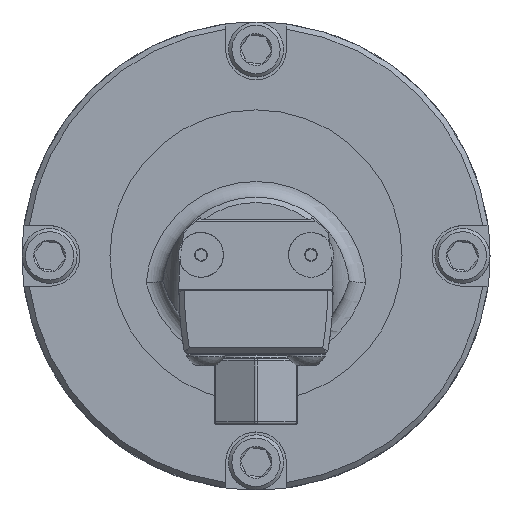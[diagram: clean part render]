
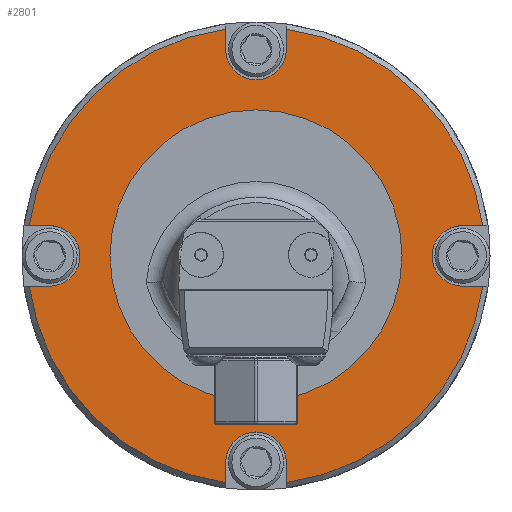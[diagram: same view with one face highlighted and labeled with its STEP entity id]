
A CAD part, top view. The second image highlights one B-rep face of the part: STEP entity #2801.
In plain terms, the highlighted planar face has unit normal (0, 0, 1).
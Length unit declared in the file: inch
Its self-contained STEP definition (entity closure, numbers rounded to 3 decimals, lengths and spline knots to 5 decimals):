
#102 = VERTEX_POINT ( 'NONE', #5918 ) ;
#123 = AXIS2_PLACEMENT_3D ( 'NONE', #4016, #4175, #747 ) ;
#127 = VECTOR ( 'NONE', #7073, 39.37008 ) ;
#138 = DIRECTION ( 'NONE',  ( 0., 0., 1. ) ) ;
#177 = EDGE_CURVE ( 'NONE', #1269, #102, #3146, .T. ) ;
#189 = CARTESIAN_POINT ( 'NONE',  ( 1.28605, -0.172, 0.375 ) ) ;
#208 = CARTESIAN_POINT ( 'NONE',  ( -0.172, 1.171, 0.375 ) ) ;
#228 = AXIS2_PLACEMENT_3D ( 'NONE', #3752, #305, #4322 ) ;
#266 = VERTEX_POINT ( 'NONE', #2172 ) ;
#305 = DIRECTION ( 'NONE',  ( 0., 0., 1. ) ) ;
#314 = DIRECTION ( 'NONE',  ( 0., 0., 1. ) ) ;
#322 = ORIENTED_EDGE ( 'NONE', *, *, #795, .F. ) ;
#506 = CARTESIAN_POINT ( 'NONE',  ( 0., 0., 0.375 ) ) ;
#606 = CARTESIAN_POINT ( 'NONE',  ( 0., 1.171, 0.375 ) ) ;
#617 = EDGE_CURVE ( 'NONE', #7109, #1622, #1962, .T. ) ;
#679 = LINE ( 'NONE', #2135, #5103 ) ;
#689 = CIRCLE ( 'NONE', #3426, 0.172 ) ;
#747 = DIRECTION ( 'NONE',  ( 1., 0., 0. ) ) ;
#795 = EDGE_CURVE ( 'NONE', #5802, #1981, #689, .T. ) ;
#817 = LINE ( 'NONE', #7385, #3880 ) ;
#882 = CARTESIAN_POINT ( 'NONE',  ( 1.171, 0.172, 0.375 ) ) ;
#913 = CARTESIAN_POINT ( 'NONE',  ( -0.172, 1.28605, 0.375 ) ) ;
#1043 = ORIENTED_EDGE ( 'NONE', *, *, #177, .T. ) ;
#1044 = LINE ( 'NONE', #6164, #5459 ) ;
#1095 = DIRECTION ( 'NONE',  ( -1., 0., 0. ) ) ;
#1191 = DIRECTION ( 'NONE',  ( 1., 0., 0. ) ) ;
#1236 = LINE ( 'NONE', #6610, #7028 ) ;
#1269 = VERTEX_POINT ( 'NONE', #913 ) ;
#1358 = EDGE_CURVE ( 'NONE', #2268, #1723, #679, .T. ) ;
#1452 = EDGE_CURVE ( 'NONE', #3556, #1458, #4726, .T. ) ;
#1458 = VERTEX_POINT ( 'NONE', #3357 ) ;
#1495 = ORIENTED_EDGE ( 'NONE', *, *, #1778, .F. ) ;
#1520 = CARTESIAN_POINT ( 'NONE',  ( 0., 1.2975, 0.375 ) ) ;
#1536 = ORIENTED_EDGE ( 'NONE', *, *, #1452, .F. ) ;
#1612 = CARTESIAN_POINT ( 'NONE',  ( 0.172, -1.28605, 0.375 ) ) ;
#1622 = VERTEX_POINT ( 'NONE', #189 ) ;
#1723 = VERTEX_POINT ( 'NONE', #2320 ) ;
#1727 = VECTOR ( 'NONE', #4912, 39.37008 ) ;
#1778 = EDGE_CURVE ( 'NONE', #1269, #5794, #1872, .T. ) ;
#1803 = AXIS2_PLACEMENT_3D ( 'NONE', #606, #4621, #1191 ) ;
#1872 = LINE ( 'NONE', #6487, #127 ) ;
#1885 = AXIS2_PLACEMENT_3D ( 'NONE', #5623, #2147, #6206 ) ;
#1900 = LINE ( 'NONE', #882, #1727 ) ;
#1914 = ORIENTED_EDGE ( 'NONE', *, *, #3944, .T. ) ;
#1930 = AXIS2_PLACEMENT_3D ( 'NONE', #3761, #314, #4333 ) ;
#1962 = CIRCLE ( 'NONE', #1885, 1.2975 ) ;
#1981 = VERTEX_POINT ( 'NONE', #2817 ) ;
#2012 = VECTOR ( 'NONE', #3853, 39.37008 ) ;
#2051 = CARTESIAN_POINT ( 'NONE',  ( -0.172, -1.171, 0.375 ) ) ;
#2135 = CARTESIAN_POINT ( 'NONE',  ( 0.172, 1.171, 0.375 ) ) ;
#2147 = DIRECTION ( 'NONE',  ( 0., 0., 1. ) ) ;
#2172 = CARTESIAN_POINT ( 'NONE',  ( -0.172, -1.28605, 0.375 ) ) ;
#2268 = VERTEX_POINT ( 'NONE', #4232 ) ;
#2320 = CARTESIAN_POINT ( 'NONE',  ( 0.172, 1.28605, 0.375 ) ) ;
#2345 = CIRCLE ( 'NONE', #1803, 0.172 ) ;
#2389 = ORIENTED_EDGE ( 'NONE', *, *, #4157, .F. ) ;
#2445 = ORIENTED_EDGE ( 'NONE', *, *, #5890, .F. ) ;
#2484 = ORIENTED_EDGE ( 'NONE', *, *, #3145, .T. ) ;
#2507 = ORIENTED_EDGE ( 'NONE', *, *, #7348, .F. ) ;
#2602 = AXIS2_PLACEMENT_3D ( 'NONE', #2677, #6734, #3247 ) ;
#2677 = CARTESIAN_POINT ( 'NONE',  ( 1.171, 0., 0.375 ) ) ;
#2702 = ORIENTED_EDGE ( 'NONE', *, *, #2859, .F. ) ;
#2801 = ADVANCED_FACE ( 'NONE', ( #7344, #4223 ), #6154, .F. ) ;
#2817 = CARTESIAN_POINT ( 'NONE',  ( -1.171, 0.172, 0.375 ) ) ;
#2859 = EDGE_CURVE ( 'NONE', #7109, #3261, #817, .T. ) ;
#2878 = VERTEX_POINT ( 'NONE', #5084 ) ;
#2973 = CARTESIAN_POINT ( 'NONE',  ( 0., 0., 0.375 ) ) ;
#3097 = CARTESIAN_POINT ( 'NONE',  ( -1.171, -0.172, 0.375 ) ) ;
#3145 = EDGE_CURVE ( 'NONE', #5026, #266, #5509, .T. ) ;
#3146 = CIRCLE ( 'NONE', #6198, 1.2975 ) ;
#3247 = DIRECTION ( 'NONE',  ( 1., 0., 0. ) ) ;
#3261 = VERTEX_POINT ( 'NONE', #3726 ) ;
#3304 = EDGE_CURVE ( 'NONE', #2878, #3556, #1900, .T. ) ;
#3312 = DIRECTION ( 'NONE',  ( 0., 1., 0. ) ) ;
#3357 = CARTESIAN_POINT ( 'NONE',  ( 1.171, -0.172, 0.375 ) ) ;
#3426 = AXIS2_PLACEMENT_3D ( 'NONE', #3614, #138, #4171 ) ;
#3435 = ORIENTED_EDGE ( 'NONE', *, *, #3638, .F. ) ;
#3547 = DIRECTION ( 'NONE',  ( 1., 0., 0. ) ) ;
#3556 = VERTEX_POINT ( 'NONE', #3843 ) ;
#3614 = CARTESIAN_POINT ( 'NONE',  ( -1.171, 0., 0.375 ) ) ;
#3638 = EDGE_CURVE ( 'NONE', #5225, #5225, #4906, .T. ) ;
#3726 = CARTESIAN_POINT ( 'NONE',  ( 0.172, -1.171, 0.375 ) ) ;
#3727 = CIRCLE ( 'NONE', #1930, 0.172 ) ;
#3752 = CARTESIAN_POINT ( 'NONE',  ( 0., 0., 0.375 ) ) ;
#3761 = CARTESIAN_POINT ( 'NONE',  ( 0., -1.171, 0.375 ) ) ;
#3843 = CARTESIAN_POINT ( 'NONE',  ( 1.171, 0.172, 0.375 ) ) ;
#3853 = DIRECTION ( 'NONE',  ( 1., 0., 0. ) ) ;
#3877 = ORIENTED_EDGE ( 'NONE', *, *, #3304, .F. ) ;
#3880 = VECTOR ( 'NONE', #3312, 39.37008 ) ;
#3944 = EDGE_CURVE ( 'NONE', #2878, #1723, #6205, .T. ) ;
#4016 = CARTESIAN_POINT ( 'NONE',  ( 0., 0., 0.375 ) ) ;
#4157 = EDGE_CURVE ( 'NONE', #5026, #5802, #5294, .T. ) ;
#4171 = DIRECTION ( 'NONE',  ( 1., 0., 0. ) ) ;
#4175 = DIRECTION ( 'NONE',  ( 0., 0., 1. ) ) ;
#4219 = ORIENTED_EDGE ( 'NONE', *, *, #7246, .F. ) ;
#4223 = FACE_OUTER_BOUND ( 'NONE', #6037, .T. ) ;
#4232 = CARTESIAN_POINT ( 'NONE',  ( 0.172, 1.171, 0.375 ) ) ;
#4322 = DIRECTION ( 'NONE',  ( 1., 0., 0. ) ) ;
#4333 = DIRECTION ( 'NONE',  ( 1., 0., 0. ) ) ;
#4408 = ORIENTED_EDGE ( 'NONE', *, *, #617, .T. ) ;
#4519 = DIRECTION ( 'NONE',  ( 0., 0., 1. ) ) ;
#4621 = DIRECTION ( 'NONE',  ( 0., 0., 1. ) ) ;
#4628 = ORIENTED_EDGE ( 'NONE', *, *, #4931, .F. ) ;
#4726 = CIRCLE ( 'NONE', #2602, 0.172 ) ;
#4906 = CIRCLE ( 'NONE', #5965, 0.8285 ) ;
#4912 = DIRECTION ( 'NONE',  ( -1., 0., 0. ) ) ;
#4931 = EDGE_CURVE ( 'NONE', #1458, #1622, #1236, .T. ) ;
#5000 = EDGE_CURVE ( 'NONE', #3261, #7013, #3727, .T. ) ;
#5026 = VERTEX_POINT ( 'NONE', #6674 ) ;
#5039 = LINE ( 'NONE', #6469, #6595 ) ;
#5084 = CARTESIAN_POINT ( 'NONE',  ( 1.28605, 0.172, 0.375 ) ) ;
#5103 = VECTOR ( 'NONE', #7359, 39.37008 ) ;
#5225 = VERTEX_POINT ( 'NONE', #7141 ) ;
#5293 = ORIENTED_EDGE ( 'NONE', *, *, #5000, .F. ) ;
#5294 = LINE ( 'NONE', #7345, #2012 ) ;
#5459 = VECTOR ( 'NONE', #6196, 39.37008 ) ;
#5509 = CIRCLE ( 'NONE', #123, 1.2975 ) ;
#5623 = CARTESIAN_POINT ( 'NONE',  ( 0., 0., 0.375 ) ) ;
#5794 = VERTEX_POINT ( 'NONE', #208 ) ;
#5802 = VERTEX_POINT ( 'NONE', #3097 ) ;
#5874 = AXIS2_PLACEMENT_3D ( 'NONE', #1520, #6126, #6745 ) ;
#5890 = EDGE_CURVE ( 'NONE', #7013, #266, #1044, .T. ) ;
#5918 = CARTESIAN_POINT ( 'NONE',  ( -1.28605, 0.172, 0.375 ) ) ;
#5965 = AXIS2_PLACEMENT_3D ( 'NONE', #506, #4519, #1095 ) ;
#6037 = EDGE_LOOP ( 'NONE', ( #4219, #1495, #1043, #2507, #322, #2389, #2484, #2445, #5293, #2702, #4408, #4628, #1536, #3877, #1914, #6632 ) ) ;
#6046 = DIRECTION ( 'NONE',  ( 1., 0., 0. ) ) ;
#6126 = DIRECTION ( 'NONE',  ( 0., 0., -1. ) ) ;
#6154 = PLANE ( 'NONE',  #5874 ) ;
#6164 = CARTESIAN_POINT ( 'NONE',  ( -0.172, -1.171, 0.375 ) ) ;
#6196 = DIRECTION ( 'NONE',  ( 0., -1., 0. ) ) ;
#6198 = AXIS2_PLACEMENT_3D ( 'NONE', #2973, #7035, #3547 ) ;
#6205 = CIRCLE ( 'NONE', #228, 1.2975 ) ;
#6206 = DIRECTION ( 'NONE',  ( 1., 0., 0. ) ) ;
#6469 = CARTESIAN_POINT ( 'NONE',  ( -1.171, 0.172, 0.375 ) ) ;
#6487 = CARTESIAN_POINT ( 'NONE',  ( -0.172, 1.171, 0.375 ) ) ;
#6595 = VECTOR ( 'NONE', #7031, 39.37008 ) ;
#6610 = CARTESIAN_POINT ( 'NONE',  ( 1.171, -0.172, 0.375 ) ) ;
#6632 = ORIENTED_EDGE ( 'NONE', *, *, #1358, .F. ) ;
#6674 = CARTESIAN_POINT ( 'NONE',  ( -1.28605, -0.172, 0.375 ) ) ;
#6734 = DIRECTION ( 'NONE',  ( 0., 0., 1. ) ) ;
#6745 = DIRECTION ( 'NONE',  ( -1., 0., 0. ) ) ;
#6880 = EDGE_LOOP ( 'NONE', ( #3435 ) ) ;
#7013 = VERTEX_POINT ( 'NONE', #2051 ) ;
#7028 = VECTOR ( 'NONE', #6046, 39.37008 ) ;
#7031 = DIRECTION ( 'NONE',  ( -1., 0., 0. ) ) ;
#7035 = DIRECTION ( 'NONE',  ( 0., 0., 1. ) ) ;
#7073 = DIRECTION ( 'NONE',  ( 0., -1., 0. ) ) ;
#7109 = VERTEX_POINT ( 'NONE', #1612 ) ;
#7141 = CARTESIAN_POINT ( 'NONE',  ( -0.8285, 0., 0.375 ) ) ;
#7246 = EDGE_CURVE ( 'NONE', #5794, #2268, #2345, .T. ) ;
#7344 = FACE_BOUND ( 'NONE', #6880, .T. ) ;
#7345 = CARTESIAN_POINT ( 'NONE',  ( -1.171, -0.172, 0.375 ) ) ;
#7348 = EDGE_CURVE ( 'NONE', #1981, #102, #5039, .T. ) ;
#7359 = DIRECTION ( 'NONE',  ( 0., 1., 0. ) ) ;
#7385 = CARTESIAN_POINT ( 'NONE',  ( 0.172, -1.171, 0.375 ) ) ;
